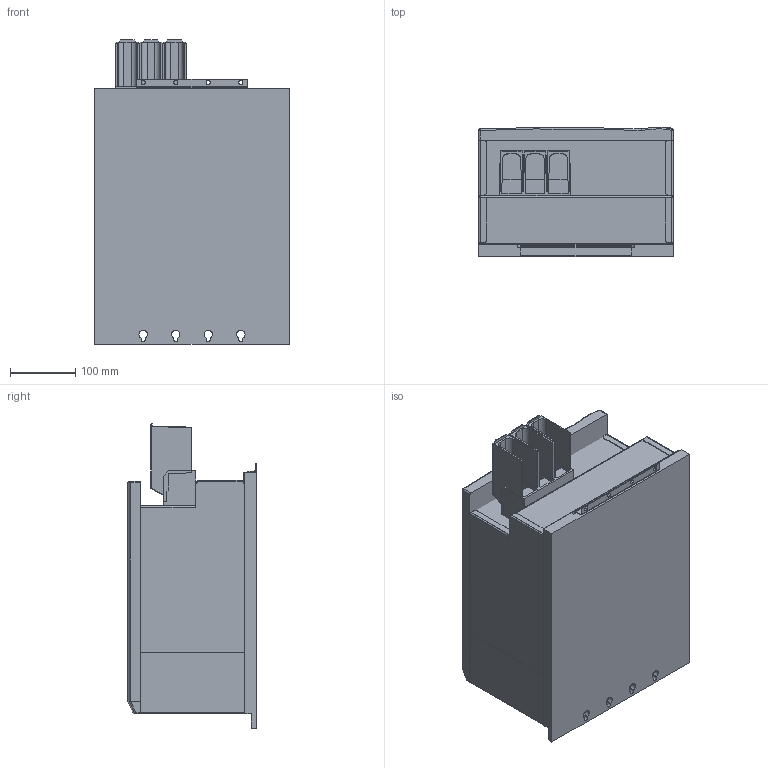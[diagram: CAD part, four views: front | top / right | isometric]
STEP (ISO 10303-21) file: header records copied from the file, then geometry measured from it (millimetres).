
FILE_DESCRIPTION (( 'STEP AP214' ), '1' );
FILE_NAME ('G0H6000-AD24.STEP', '2010-12-10T09:12:50', ( 'KEB' ), ( 'Karl E. Brinkmann GmbH' ), 'SwSTEP 2.0', 'SolidWorks 2007', '' );
FILE_SCHEMA (( 'AUTOMOTIVE_DESIGN' ));
Length unit declared in the file: millimetre
Products named in the file (1): G0H6000-AD24
Bounding box: 299 x 198.1 x 467.51 mm (x, y, z)
Volume: 4754731 mm3; surface area: 1146122.7 mm2
Topology: 24 solids, 24 shells, 1284 faces, 3356 edges, 2145 vertices
Faces by surface type: plane 831, cylinder 350, sphere 30, cone 27, bspline 26, torus 20
Entity records: 54301 total; most frequent: CARTESIAN_POINT 9150, ORIENTED_EDGE 6660, DIRECTION 5976, EDGE_CURVE 3330, VECTOR 2302, LINE 2302, VERTEX_POINT 2145, AXIS2_PLACEMENT_3D 1837
